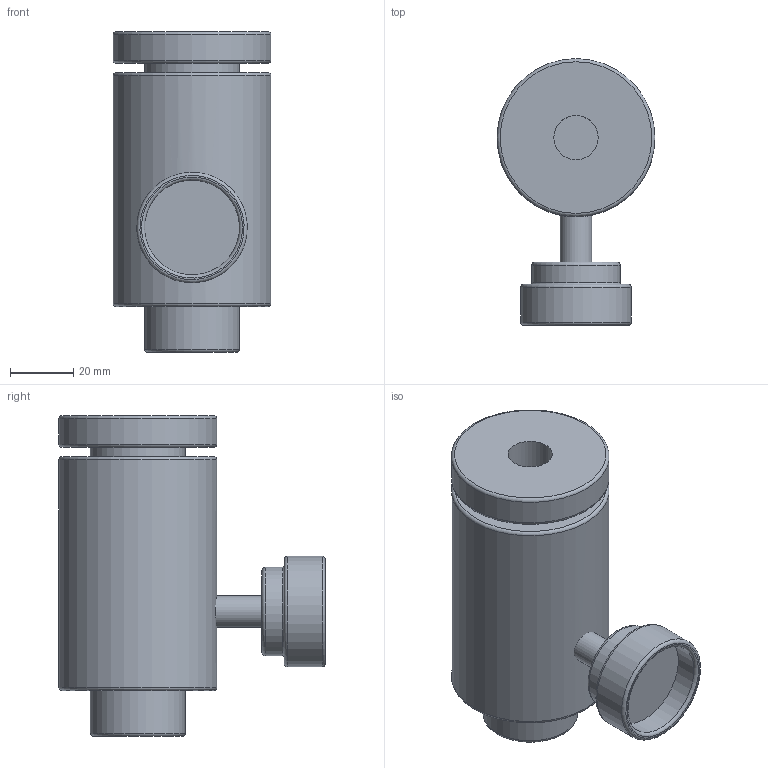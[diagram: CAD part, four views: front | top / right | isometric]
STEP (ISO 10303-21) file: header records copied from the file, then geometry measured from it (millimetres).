
FILE_DESCRIPTION( ( 'Unknown' ), '1' );
FILE_NAME( 'SU18-5085.stp', 'Unknown', ( 'Unknown' ), ( 'Unknown' ), 'XStep 1.0', 'Unknown', ' ' );
FILE_SCHEMA( ( 'CONFIG_CONTROL_DESIGN' ) );
Length unit declared in the file: millimetre
Products named in the file (4): Assem1; 1; 2; 3
Bounding box: 50 x 84.31 x 101.5 mm (x, y, z)
Volume: 334809.6 mm3; surface area: 79686.7 mm2
Topology: 6 solids, 6 shells, 84 faces, 154 edges, 98 vertices
Faces by surface type: plane 28, torus 26, cylinder 26, bspline 2, cone 2
Full cylindrical faces by diameter (mm): 8.5 x2, 10 x2, 10.2 x2, 14 x2, 16 x2, 28 x2, 30 x8, 35 x2, 50 x4
Entity records: 1187 total; most frequent: CARTESIAN_POINT 301, DIRECTION 166, AXIS2_PLACEMENT_3D 83, EDGE_LOOP 82, ORIENTED_EDGE 82, FACE_OUTER_BOUND 69, ADVANCED_FACE 42, EDGE_CURVE 41
